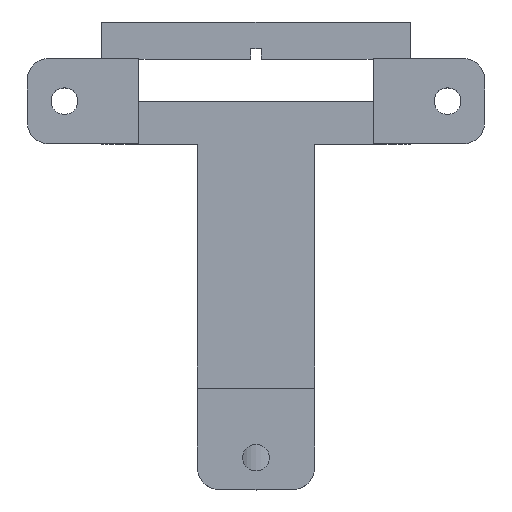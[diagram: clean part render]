
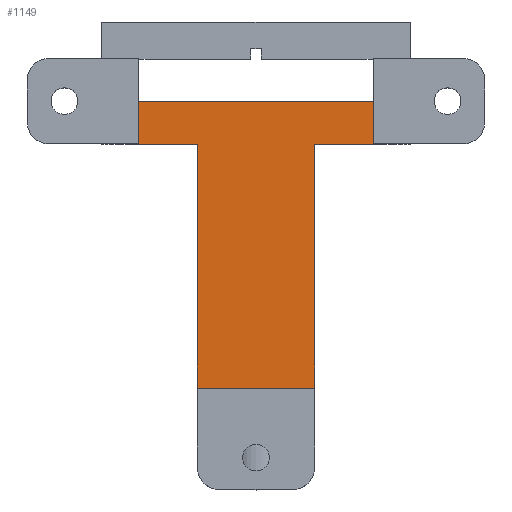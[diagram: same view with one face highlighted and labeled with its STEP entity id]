
A CAD part, top view. The second image highlights one B-rep face of the part: STEP entity #1149.
In plain terms, the highlighted planar face has unit normal (0, 0, 1).
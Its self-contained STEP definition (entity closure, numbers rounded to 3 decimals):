
#56=PLANE('',#1259);
#110=FACE_OUTER_BOUND('',#179,.T.);
#179=EDGE_LOOP('',(#1011,#1012,#1013,#1014,#1015,#1016,#1017,#1018));
#218=LINE('',#1681,#343);
#228=LINE('',#1707,#353);
#275=LINE('',#1829,#400);
#290=LINE('',#1863,#415);
#294=LINE('',#1871,#419);
#295=LINE('',#1873,#420);
#298=LINE('',#1879,#423);
#304=LINE('',#1897,#429);
#343=VECTOR('',#1348,10.);
#353=VECTOR('',#1370,10.);
#400=VECTOR('',#1475,10.);
#415=VECTOR('',#1514,10.);
#419=VECTOR('',#1522,10.);
#420=VECTOR('',#1525,10.);
#423=VECTOR('',#1532,10.);
#429=VECTOR('',#1556,10.);
#514=VERTEX_POINT('',#1678);
#515=VERTEX_POINT('',#1680);
#524=VERTEX_POINT('',#1704);
#525=VERTEX_POINT('',#1706);
#571=VERTEX_POINT('',#1828);
#578=VERTEX_POINT('',#1861);
#580=VERTEX_POINT('',#1869);
#581=VERTEX_POINT('',#1878);
#629=EDGE_CURVE('',#515,#514,#218,.T.);
#642=EDGE_CURVE('',#524,#525,#228,.T.);
#704=EDGE_CURVE('',#571,#525,#275,.T.);
#722=EDGE_CURVE('',#514,#578,#290,.T.);
#727=EDGE_CURVE('',#578,#580,#294,.T.);
#728=EDGE_CURVE('',#515,#524,#295,.T.);
#731=EDGE_CURVE('',#581,#571,#298,.T.);
#740=EDGE_CURVE('',#580,#581,#304,.T.);
#1011=ORIENTED_EDGE('',*,*,#722,.T.);
#1012=ORIENTED_EDGE('',*,*,#727,.T.);
#1013=ORIENTED_EDGE('',*,*,#740,.T.);
#1014=ORIENTED_EDGE('',*,*,#731,.T.);
#1015=ORIENTED_EDGE('',*,*,#704,.T.);
#1016=ORIENTED_EDGE('',*,*,#642,.F.);
#1017=ORIENTED_EDGE('',*,*,#728,.F.);
#1018=ORIENTED_EDGE('',*,*,#629,.T.);
#1149=ADVANCED_FACE('',(#110),#56,.F.);
#1259=AXIS2_PLACEMENT_3D('',#1896,#1554,#1555);
#1348=DIRECTION('',(0.,1.,0.));
#1370=DIRECTION('',(0.,1.,0.));
#1475=DIRECTION('',(1.,0.,0.));
#1514=DIRECTION('',(1.,0.,0.));
#1522=DIRECTION('',(0.,1.,0.));
#1525=DIRECTION('',(-1.,0.,0.));
#1532=DIRECTION('',(0.,-1.,0.));
#1554=DIRECTION('center_axis',(0.,0.,-1.));
#1555=DIRECTION('ref_axis',(1.,0.,0.));
#1556=DIRECTION('',(-1.,0.,0.));
#1678=CARTESIAN_POINT('',(5.5,22.826,-20.25));
#1680=CARTESIAN_POINT('',(5.5,-0.174,-20.25));
#1681=CARTESIAN_POINT('',(5.5,-0.174,-20.25));
#1704=CARTESIAN_POINT('',(-5.5,-0.174,-20.25));
#1706=CARTESIAN_POINT('',(-5.5,22.826,-20.25));
#1707=CARTESIAN_POINT('',(-5.5,-0.174,-20.25));
#1828=CARTESIAN_POINT('',(-11.,22.826,-20.25));
#1829=CARTESIAN_POINT('',(-14.5,22.826,-20.25));
#1861=CARTESIAN_POINT('',(11.,22.826,-20.25));
#1863=CARTESIAN_POINT('',(-14.5,22.826,-20.25));
#1869=CARTESIAN_POINT('',(11.,26.826,-20.25));
#1871=CARTESIAN_POINT('',(11.,23.826,-20.25));
#1873=CARTESIAN_POINT('',(5.5,-0.174,-20.25));
#1878=CARTESIAN_POINT('',(-11.,26.826,-20.25));
#1879=CARTESIAN_POINT('',(-11.,22.826,-20.25));
#1896=CARTESIAN_POINT('Origin',(0.,24.826,-20.25));
#1897=CARTESIAN_POINT('',(14.5,26.826,-20.25));
